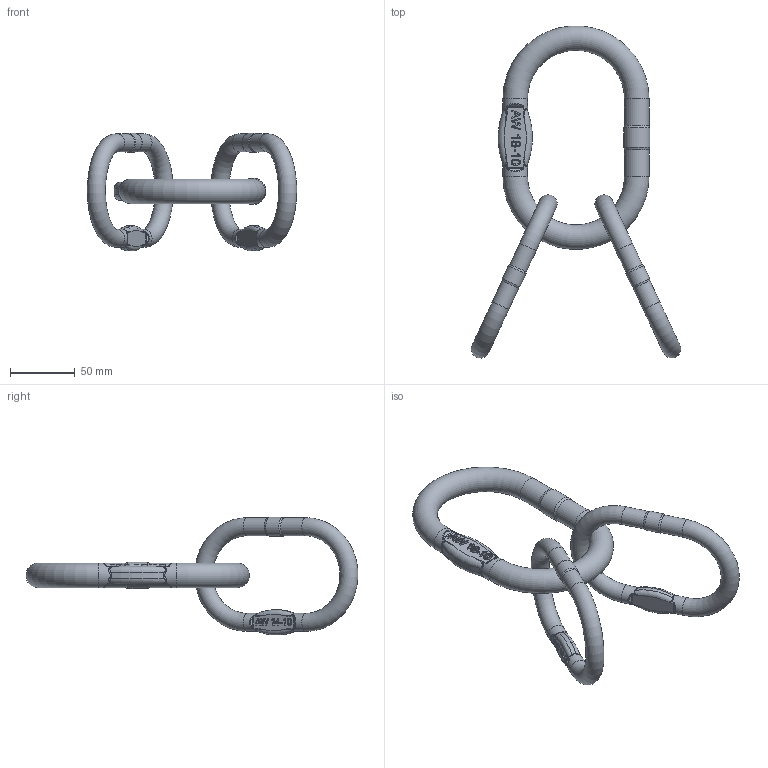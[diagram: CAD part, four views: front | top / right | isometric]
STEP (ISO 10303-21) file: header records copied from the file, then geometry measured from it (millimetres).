
FILE_DESCRIPTION(/* description */ (''),/* implementation_level */ '2;1');
FILE_NAME(/* name */ 'VAW 6 Kundenmodell.stp',/* time_stamp */ '2016-04-13T15:45:28+02:00',/* author */ (''),/* organization */ (''),/* preprocessor_version */ 'ST-DEVELOPER v15',/* originating_system */ 'SIEMENS PLM Software NX 9.0',/* authorisation */ '');
FILE_SCHEMA (('AUTOMOTIVE_DESIGN { 1 0 10303 214 3 1 1 1 }'));
Length unit declared in the file: millimetre
Products named in the file (1): ZER1824F2C3k6vo
Bounding box: 161.88 x 256.75 x 91.21 mm (x, y, z)
Volume: 223242.2 mm3; surface area: 55590 mm2
Topology: 3 solids, 3 shells, 402 faces, 993 edges, 598 vertices
Faces by surface type: plane 170, bspline 96, cylinder 57, extrusion 55, torus 18, cone 6
Full cylindrical faces by diameter (mm): 14 x8, 15.05 x2, 19 x4, 20.425 x1
Entity records: 15496 total; most frequent: CARTESIAN_POINT 7315, ORIENTED_EDGE 1872, DIRECTION 1264, EDGE_CURVE 936, VERTEX_POINT 592, EDGE_LOOP 460, B_SPLINE_CURVE_WITH_KNOTS 454, VECTOR 424
